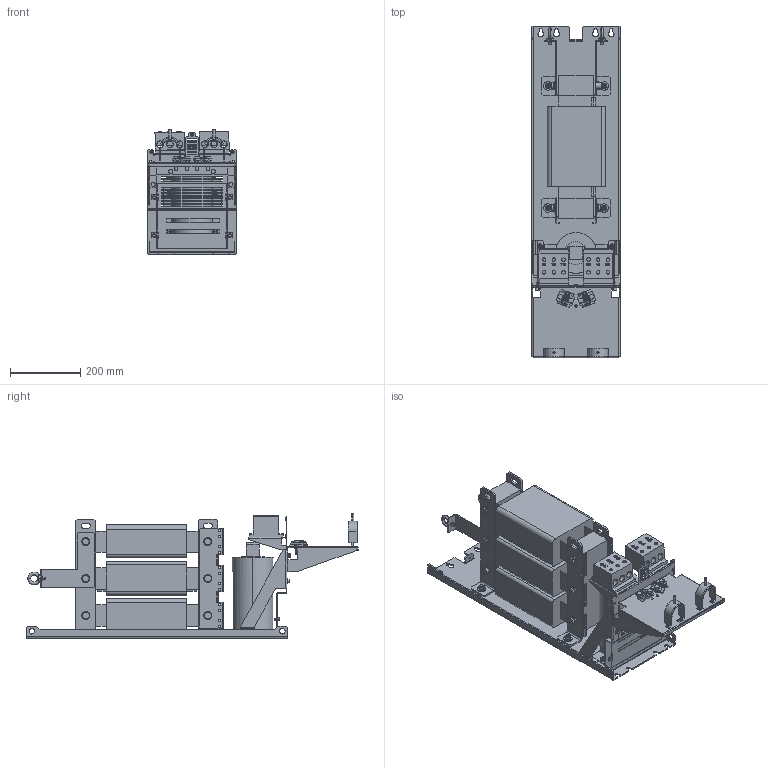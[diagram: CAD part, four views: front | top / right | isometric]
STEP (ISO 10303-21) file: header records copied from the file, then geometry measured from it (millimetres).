
FILE_DESCRIPTION((''),'2;1');
FILE_NAME('132H5069-V002-220222_OUT','2023-04-11T11:56:10',('U388355'),('Danfoss Power Electronics'),'CREO PARAMETRIC BY PTC INC, 2020342','CREO PARAMETRIC BY PTC INC, 2020342','');
FILE_SCHEMA(('CONFIG_CONTROL_DESIGN','GEOMETRIC_VALIDATION_PROPERTIES_MIM'));
Products named in the file (1): 132H5069-V002-220222_OUT
Bounding box: 252 x 943 x 354.5 mm (x, y, z)
Volume: 18649690.5 mm3; surface area: 1882612.6 mm2
Topology: 3 solids, 30 shells, 2337 faces, 6361 edges, 4204 vertices
Faces by surface type: plane 1423, cylinder 667, cone 106, bspline 50, extrusion 45, torus 42, sphere 4
Entity records: 107127 total; most frequent: CARTESIAN_POINT 21045, ORIENTED_EDGE 12722, DIRECTION 11984, EDGE_CURVE 6361, VECTOR 4322, LINE 4277, FILL_AREA_STYLE_COLOUR 4212, FILL_AREA_STYLE 4212
